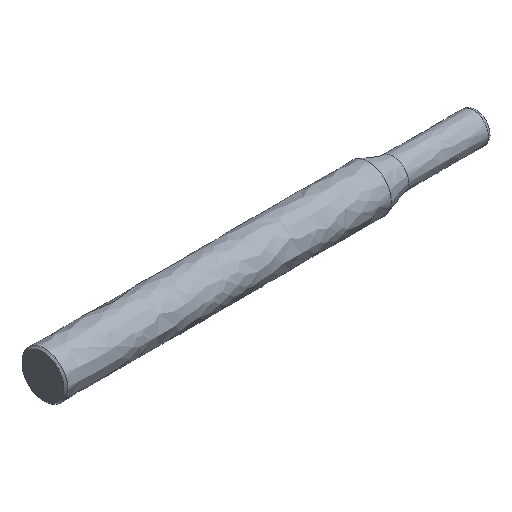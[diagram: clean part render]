
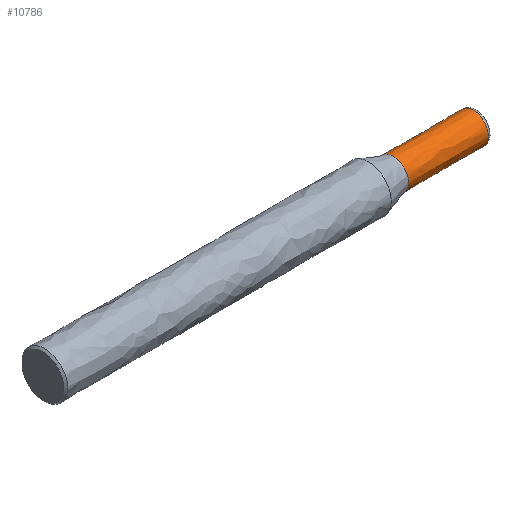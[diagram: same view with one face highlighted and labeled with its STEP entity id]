
A CAD part, isometric view. The second image highlights one B-rep face of the part: STEP entity #10786.
In plain terms, the highlighted free-form (B-spline) face has degree [5, 3] with [6, 4] control points.
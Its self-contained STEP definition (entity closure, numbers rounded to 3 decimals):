
#10612 = CARTESIAN_POINT ('', (-11., 2., 0.));
#10613 = VERTEX_POINT ('', #10612);
#10614 = CARTESIAN_POINT ('', (-11., 2., 0.));
#10615 = CARTESIAN_POINT ('', (-11., 2., -8.));
#10616 = CARTESIAN_POINT ('', (-11., -6., -4.));
#10617 = CARTESIAN_POINT ('', (-11., -6., 4.));
#10618 = CARTESIAN_POINT ('', (-11., 2., 8.));
#10619 = CARTESIAN_POINT ('', (-11., 2., 0.));
#10620 = (
   BOUNDED_CURVE ()
   B_SPLINE_CURVE (5, (#10614, #10615, #10616, #10617, #10618, #10619), .UNSPECIFIED., .T., .U.)
   B_SPLINE_CURVE_WITH_KNOTS ((6, 6), (0., 1.), .UNSPECIFIED.)
   CURVE ()
   GEOMETRIC_REPRESENTATION_ITEM ()
   RATIONAL_B_SPLINE_CURVE ((5., 1., 1., 1., 1., 5.))
   REPRESENTATION_ITEM ('')
);
#10621 = EDGE_CURVE ('', #10613, #10613, #10620, .T.);
#10660 = CARTESIAN_POINT ('', (-0.5, 2., 0.));
#10661 = VERTEX_POINT ('', #10660);
#10662 = CARTESIAN_POINT ('', (-0.5, 2., 0.));
#10663 = CARTESIAN_POINT ('', (-0.5, 2., -0.169));
#10664 = CARTESIAN_POINT ('', (-0.5, 1.978, -0.343));
#10665 = CARTESIAN_POINT ('', (-0.5, 1.935, -0.506));
#10666 = CARTESIAN_POINT ('', (-0.5, 1.892, -0.67));
#10667 = CARTESIAN_POINT ('', (-0.5, 1.826, -0.832));
#10668 = CARTESIAN_POINT ('', (-0.5, 1.744, -0.98));
#10669 = CARTESIAN_POINT ('', (-0.5, 1.661, -1.127));
#10670 = CARTESIAN_POINT ('', (-0.5, 1.556, -1.268));
#10671 = CARTESIAN_POINT ('', (-0.5, 1.439, -1.389));
#10672 = CARTESIAN_POINT ('', (-0.5, 1.322, -1.51));
#10673 = CARTESIAN_POINT ('', (-0.5, 1.185, -1.62));
#10674 = CARTESIAN_POINT ('', (-0.5, 1.041, -1.708));
#10675 = CARTESIAN_POINT ('', (-0.5, 0.896, -1.796));
#10676 = CARTESIAN_POINT ('', (-0.5, 0.736, -1.867));
#10677 = CARTESIAN_POINT ('', (-0.5, 0.574, -1.916));
#10678 = CARTESIAN_POINT ('', (-0.5, 0.413, -1.964));
#10679 = CARTESIAN_POINT ('', (-0.5, 0.239, -1.993));
#10680 = CARTESIAN_POINT ('', (-0.5, 0.071, -1.999));
#10681 = CARTESIAN_POINT ('', (-0.5, -0.098, -2.005));
#10682 = CARTESIAN_POINT ('', (-0.5, -0.273, -1.988));
#10683 = CARTESIAN_POINT ('', (-0.5, -0.438, -1.952));
#10684 = CARTESIAN_POINT ('', (-0.5, -0.602, -1.915));
#10685 = CARTESIAN_POINT ('', (-0.5, -0.767, -1.855));
#10686 = CARTESIAN_POINT ('', (-0.5, -0.917, -1.777));
#10687 = CARTESIAN_POINT ('', (-0.5, -1.067, -1.7));
#10688 = CARTESIAN_POINT ('', (-0.5, -1.212, -1.6));
#10689 = CARTESIAN_POINT ('', (-0.5, -1.337, -1.487));
#10690 = CARTESIAN_POINT ('', (-0.5, -1.463, -1.374));
#10691 = CARTESIAN_POINT ('', (-0.5, -1.577, -1.241));
#10692 = CARTESIAN_POINT ('', (-0.5, -1.67, -1.1));
#10693 = CARTESIAN_POINT ('', (-0.5, -1.763, -0.959));
#10694 = CARTESIAN_POINT ('', (-0.5, -1.84, -0.801));
#10695 = CARTESIAN_POINT ('', (-0.5, -1.894, -0.642));
#10696 = CARTESIAN_POINT ('', (-0.5, -1.948, -0.482));
#10697 = CARTESIAN_POINT ('', (-0.5, -1.983, -0.31));
#10698 = CARTESIAN_POINT ('', (-0.5, -1.995, -0.141));
#10699 = CARTESIAN_POINT ('', (-0.5, -2.007, 0.027));
#10700 = CARTESIAN_POINT ('', (-0.5, -1.997, 0.202));
#10701 = CARTESIAN_POINT ('', (-0.5, -1.966, 0.368));
#10702 = CARTESIAN_POINT ('', (-0.5, -1.935, 0.534));
#10703 = CARTESIAN_POINT ('', (-0.5, -1.881, 0.701));
#10704 = CARTESIAN_POINT ('', (-0.5, -1.809, 0.854));
#10705 = CARTESIAN_POINT ('', (-0.5, -1.736, 1.007));
#10706 = CARTESIAN_POINT ('', (-0.5, -1.642, 1.155));
#10707 = CARTESIAN_POINT ('', (-0.5, -1.533, 1.284));
#10708 = CARTESIAN_POINT ('', (-0.5, -1.425, 1.413));
#10709 = CARTESIAN_POINT ('', (-0.5, -1.296, 1.533));
#10710 = CARTESIAN_POINT ('', (-0.5, -1.159, 1.63));
#10711 = CARTESIAN_POINT ('', (-0.5, -1.021, 1.728));
#10712 = CARTESIAN_POINT ('', (-0.5, -0.866, 1.811));
#10713 = CARTESIAN_POINT ('', (-0.5, -0.708, 1.87));
#10714 = CARTESIAN_POINT ('', (-0.5, -0.55, 1.93));
#10715 = CARTESIAN_POINT ('', (-0.5, -0.379, 1.971));
#10716 = CARTESIAN_POINT ('', (-0.5, -0.212, 1.989));
#10717 = CARTESIAN_POINT ('', (-0.5, -0.044, 2.007));
#10718 = CARTESIAN_POINT ('', (-0.5, 0.132, 2.003));
#10719 = CARTESIAN_POINT ('', (-0.5, 0.299, 1.978));
#10720 = CARTESIAN_POINT ('', (-0.5, 0.466, 1.952));
#10721 = CARTESIAN_POINT ('', (-0.5, 0.634, 1.904));
#10722 = CARTESIAN_POINT ('', (-0.5, 0.789, 1.838));
#10723 = CARTESIAN_POINT ('', (-0.5, 0.945, 1.771));
#10724 = CARTESIAN_POINT ('', (-0.5, 1.096, 1.682));
#10725 = CARTESIAN_POINT ('', (-0.5, 1.229, 1.578));
#10726 = CARTESIAN_POINT ('', (-0.5, 1.362, 1.474));
#10727 = CARTESIAN_POINT ('', (-0.5, 1.486, 1.349));
#10728 = CARTESIAN_POINT ('', (-0.5, 1.588, 1.215));
#10729 = CARTESIAN_POINT ('', (-0.5, 1.691, 1.081));
#10730 = CARTESIAN_POINT ('', (-0.5, 1.779, 0.929));
#10731 = CARTESIAN_POINT ('', (-0.5, 1.844, 0.774));
#10732 = CARTESIAN_POINT ('', (-0.5, 1.877, 0.696));
#10733 = CARTESIAN_POINT ('', (-0.5, 1.905, 0.613));
#10734 = CARTESIAN_POINT ('', (-0.5, 1.928, 0.532));
#10735 = CARTESIAN_POINT ('', (-0.5, 1.95, 0.451));
#10736 = CARTESIAN_POINT ('', (-0.5, 1.968, 0.365));
#10737 = CARTESIAN_POINT ('', (-0.5, 1.98, 0.282));
#10738 = CARTESIAN_POINT ('', (-0.5, 1.985, 0.245));
#10739 = CARTESIAN_POINT ('', (-0.5, 1.99, 0.207));
#10740 = CARTESIAN_POINT ('', (-0.5, 1.993, 0.17));
#10741 = CARTESIAN_POINT ('', (-0.5, 1.996, 0.132));
#10742 = CARTESIAN_POINT ('', (-0.5, 1.998, 0.095));
#10743 = CARTESIAN_POINT ('', (-0.5, 1.999, 0.057));
#10744 = CARTESIAN_POINT ('', (-0.5, 2., 0.038));
#10745 = CARTESIAN_POINT ('', (-0.5, 2., 0.019));
#10746 = CARTESIAN_POINT ('', (-0.5, 2., 0.));
#10747 = B_SPLINE_CURVE_WITH_KNOTS ('', 3, (#10662, #10663, #10664, #10665, #10666, #10667, #10668, #10669, #10670, #10671, #10672, #10673, #10674, #10675, #10676, #10677, #10678, #10679, #10680, #10681, #10682, #10683, #10684, #10685, #10686, #10687, #10688, #10689, #10690, #10691, #10692, #10693, #10694, #10695, #10696, #10697, #10698, #10699, #10700, #10701, #10702, #10703, #10704, #10705, #10706, #10707, #10708, #10709, #10710, #10711, #10712, #10713, #10714, #10715, #10716, #10717, #10718, #10719, #10720, #10721, #10722, #10723, #10724, #10725, #10726, #10727, #10728, #10729, #10730, #10731, #10732, #10733, #10734, #10735, #10736, #10737, #10738, #10739, #10740, #10741, #10742, #10743, #10744, #10745, #10746), .UNSPECIFIED., .T., .U., (4, 3, 3, 3, 3, 3, 3, 3, 3, 3, 3, 3, 3, 3, 3, 3, 3, 3, 3, 3, 3, 3, 3, 3, 3, 3, 3, 3, 4), (0., 0.38, 0.759, 1.139, 1.519, 1.898, 2.278, 2.658, 3.038, 3.417, 3.797, 4.177, 4.556, 4.936, 5.316, 5.695, 6.075, 6.455, 6.834, 7.214, 7.594, 7.973, 8.353, 8.733, 8.923, 9.113, 9.197, 9.281, 9.324), .UNSPECIFIED.);
#10748 = EDGE_CURVE ('', #10661, #10661, #10747, .T.);
#10749 = ORIENTED_EDGE ('', *, *, #10748, .T.);
#10750 = CARTESIAN_POINT ('', (-11., 2., 0.));
#10751 = CARTESIAN_POINT ('', (-7.5, 2., 0.));
#10752 = CARTESIAN_POINT ('', (-4., 2., 0.));
#10753 = CARTESIAN_POINT ('', (-0.5, 2., 0.));
#10754 = B_SPLINE_CURVE_WITH_KNOTS ('', 3, (#10750, #10751, #10752, #10753), .UNSPECIFIED., .F., .U., (4, 4), (0., 0.955), .UNSPECIFIED.);
#10755 = EDGE_CURVE ('', #10613, #10661, #10754, .T.);
#10756 = ORIENTED_EDGE ('', *, *, #10755, .F.);
#10757 = ORIENTED_EDGE ('', *, *, #10621, .F.);
#10758 = ORIENTED_EDGE ('', *, *, #10755, .T.);
#10759 = EDGE_LOOP ('', (#10749, #10756, #10757, #10758));
#10760 = FACE_OUTER_BOUND ('', #10759, .T.);
#10761 = CARTESIAN_POINT ('', (-11., 2., 0.));
#10762 = CARTESIAN_POINT ('', (-7.333, 2., 0.));
#10763 = CARTESIAN_POINT ('', (-3.667, 2., 0.));
#10764 = CARTESIAN_POINT ('', (0., 2., 0.));
#10765 = CARTESIAN_POINT ('', (-11., 2., 8.));
#10766 = CARTESIAN_POINT ('', (-7.333, 2., 8.));
#10767 = CARTESIAN_POINT ('', (-3.667, 2., 8.));
#10768 = CARTESIAN_POINT ('', (0., 2., 8.));
#10769 = CARTESIAN_POINT ('', (-11., -6., 4.));
#10770 = CARTESIAN_POINT ('', (-7.333, -6., 4.));
#10771 = CARTESIAN_POINT ('', (-3.667, -6., 4.));
#10772 = CARTESIAN_POINT ('', (0., -6., 4.));
#10773 = CARTESIAN_POINT ('', (-11., -6., -4.));
#10774 = CARTESIAN_POINT ('', (-7.333, -6., -4.));
#10775 = CARTESIAN_POINT ('', (-3.667, -6., -4.));
#10776 = CARTESIAN_POINT ('', (0., -6., -4.));
#10777 = CARTESIAN_POINT ('', (-11., 2., -8.));
#10778 = CARTESIAN_POINT ('', (-7.333, 2., -8.));
#10779 = CARTESIAN_POINT ('', (-3.667, 2., -8.));
#10780 = CARTESIAN_POINT ('', (0., 2., -8.));
#10781 = CARTESIAN_POINT ('', (-11., 2., 0.));
#10782 = CARTESIAN_POINT ('', (-7.333, 2., 0.));
#10783 = CARTESIAN_POINT ('', (-3.667, 2., 0.));
#10784 = CARTESIAN_POINT ('', (0., 2., 0.));
#10785 = (
   BOUNDED_SURFACE ()
   B_SPLINE_SURFACE (5, 3, ((#10761, #10762, #10763, #10764), (#10765, #10766, #10767, #10768), (#10769, #10770, #10771, #10772), (#10773, #10774, #10775, #10776), (#10777, #10778, #10779, #10780), (#10781, #10782, #10783, #10784)), .UNSPECIFIED., .T., .F., .U.)
   B_SPLINE_SURFACE_WITH_KNOTS ((6, 6), (4, 4), (0., 1.), (0., 1.), .UNSPECIFIED.)
   SURFACE ()
   GEOMETRIC_REPRESENTATION_ITEM ()
   RATIONAL_B_SPLINE_SURFACE (((5., 5., 5., 5.), (1., 1., 1., 1.), (1., 1., 1., 1.), (1., 1., 1., 1.), (1., 1., 1., 1.), (5., 5., 5., 5.)))
   REPRESENTATION_ITEM ('')
);
#10786 = ADVANCED_FACE ('', (#10760), #10785, .T.);
